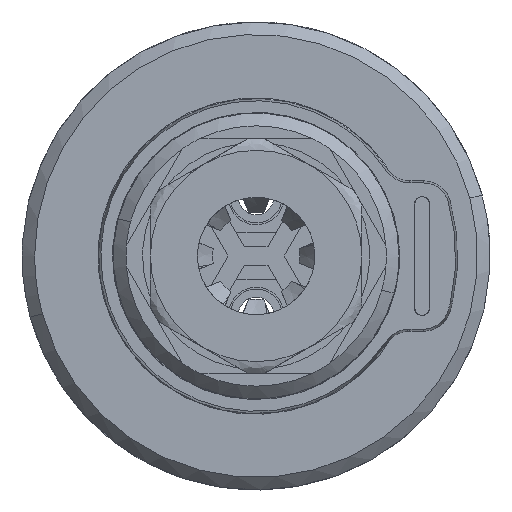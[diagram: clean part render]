
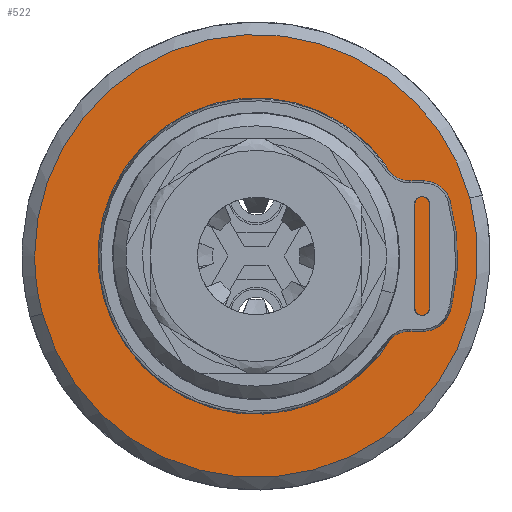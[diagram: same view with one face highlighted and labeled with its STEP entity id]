
A CAD part, left-side view. The second image highlights one B-rep face of the part: STEP entity #522.
In plain terms, the highlighted planar face has unit normal (-1, 0, 0).
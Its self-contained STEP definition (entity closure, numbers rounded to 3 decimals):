
#522=ADVANCED_FACE('',(#1320,#1321),#1322,.T.);
#1320=FACE_OUTER_BOUND('',#4936,.T.);
#1321=FACE_BOUND('',#4937,.T.);
#1322=PLANE('',#4938);
#4936=EDGE_LOOP('',(#9739,#9740,#9741));
#4937=EDGE_LOOP('',(#9742,#9743,#9744));
#4938=AXIS2_PLACEMENT_3D('',#9745,#9746,#9747);
#9739=ORIENTED_EDGE('',*,*,#12545,.T.);
#9740=ORIENTED_EDGE('',*,*,#12447,.T.);
#9741=ORIENTED_EDGE('',*,*,#12546,.T.);
#9742=ORIENTED_EDGE('',*,*,#12445,.F.);
#9743=ORIENTED_EDGE('',*,*,#12444,.F.);
#9744=ORIENTED_EDGE('',*,*,#12547,.F.);
#9745=CARTESIAN_POINT('',(-3.175,0.0,18.692));
#9746=DIRECTION('',(-1.0,0.0,0.0));
#9747=DIRECTION('',(0.0,0.0,1.0));
#12444=EDGE_CURVE('',#14230,#14232,#14233,.T.);
#12445=EDGE_CURVE('',#14232,#14226,#14234,.T.);
#12447=EDGE_CURVE('',#14238,#14235,#14239,.T.);
#12545=EDGE_CURVE('',#14403,#14238,#14404,.T.);
#12546=EDGE_CURVE('',#14235,#14403,#14405,.T.);
#12547=EDGE_CURVE('',#14226,#14230,#14406,.T.);
#14226=VERTEX_POINT('',#23358);
#14230=VERTEX_POINT('',#23363);
#14232=VERTEX_POINT('',#23366);
#14233=CIRCLE('',#23367,12.834);
#14234=CIRCLE('',#23368,12.834);
#14235=VERTEX_POINT('',#23369);
#14238=VERTEX_POINT('',#23373);
#14239=CIRCLE('',#23374,17.969);
#14403=VERTEX_POINT('',#29219);
#14404=CIRCLE('',#29220,17.969);
#14405=CIRCLE('',#29221,17.969);
#14406=CIRCLE('',#29222,12.834);
#23358=CARTESIAN_POINT('',(-3.175,-12.39,3.348));
#23363=CARTESIAN_POINT('',(-3.175,12.39,-3.348));
#23366=CARTESIAN_POINT('',(-3.175,-12.834,0.));
#23367=AXIS2_PLACEMENT_3D('',#34341,#34342,#34343);
#23368=AXIS2_PLACEMENT_3D('',#34344,#34345,#34346);
#23369=CARTESIAN_POINT('',(-3.175,-17.347,4.687));
#23373=CARTESIAN_POINT('',(-3.175,17.347,-4.687));
#23374=AXIS2_PLACEMENT_3D('',#34348,#34349,#34350);
#29219=CARTESIAN_POINT('',(-3.175,17.969,0.0));
#29220=AXIS2_PLACEMENT_3D('',#34516,#34517,#34518);
#29221=AXIS2_PLACEMENT_3D('',#34519,#34520,#34521);
#29222=AXIS2_PLACEMENT_3D('',#34522,#34523,#34524);
#34341=CARTESIAN_POINT('',(-3.175,0.0,0.0));
#34342=DIRECTION('',(-1.0,0.0,0.0));
#34343=DIRECTION('',(0.0,-1.0,0.0));
#34344=CARTESIAN_POINT('',(-3.175,0.0,0.0));
#34345=DIRECTION('',(-1.0,0.0,0.0));
#34346=DIRECTION('',(0.0,-1.0,0.0));
#34348=CARTESIAN_POINT('',(-3.175,0.0,0.0));
#34349=DIRECTION('',(-1.0,0.0,0.0));
#34350=DIRECTION('',(0.0,-1.0,0.0));
#34516=CARTESIAN_POINT('',(-3.175,0.0,0.0));
#34517=DIRECTION('',(-1.0,0.0,0.0));
#34518=DIRECTION('',(0.0,-1.0,0.0));
#34519=CARTESIAN_POINT('',(-3.175,0.0,0.0));
#34520=DIRECTION('',(-1.0,0.0,0.0));
#34521=DIRECTION('',(0.0,-1.0,0.0));
#34522=CARTESIAN_POINT('',(-3.175,0.0,0.0));
#34523=DIRECTION('',(-1.0,0.0,0.0));
#34524=DIRECTION('',(0.0,-1.0,0.0));
